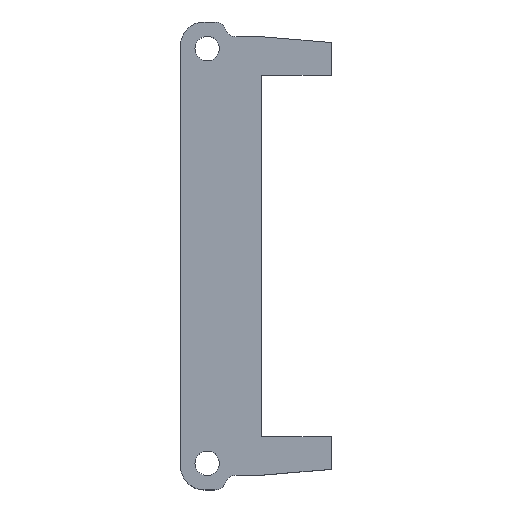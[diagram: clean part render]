
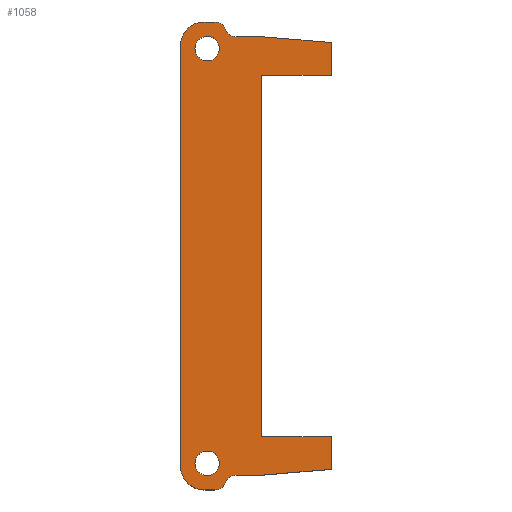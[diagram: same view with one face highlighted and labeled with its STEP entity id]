
A CAD part, top view. The second image highlights one B-rep face of the part: STEP entity #1058.
In plain terms, the highlighted planar face has unit normal (0, 0, 1).
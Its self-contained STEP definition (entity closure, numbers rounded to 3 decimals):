
#16=FACE_BOUND('',#149,.T.);
#17=FACE_BOUND('',#150,.T.);
#53=PLANE('',#1135);
#94=FACE_OUTER_BOUND('',#148,.T.);
#148=EDGE_LOOP('',(#815,#816,#817,#818,#819,#820,#821,#822,#823,#824,#825,
#826,#827,#828,#829,#830,#831,#832));
#149=EDGE_LOOP('',(#833));
#150=EDGE_LOOP('',(#834));
#205=LINE('',#1506,#310);
#213=LINE('',#1525,#318);
#230=LINE('',#1589,#335);
#245=LINE('',#1620,#350);
#249=LINE('',#1626,#354);
#252=LINE('',#1640,#357);
#253=LINE('',#1644,#358);
#254=LINE('',#1650,#359);
#255=LINE('',#1652,#360);
#256=LINE('',#1654,#361);
#257=LINE('',#1656,#362);
#258=LINE('',#1657,#363);
#310=VECTOR('',#1201,10.);
#318=VECTOR('',#1217,10.);
#335=VECTOR('',#1282,10.);
#350=VECTOR('',#1307,10.);
#354=VECTOR('',#1313,10.);
#357=VECTOR('',#1332,10.);
#358=VECTOR('',#1335,10.);
#359=VECTOR('',#1340,10.);
#360=VECTOR('',#1341,10.);
#361=VECTOR('',#1342,10.);
#362=VECTOR('',#1343,10.);
#363=VECTOR('',#1344,10.);
#413=CIRCLE('',#1091,1.);
#416=CIRCLE('',#1096,1.);
#419=CIRCLE('',#1104,2.);
#432=CIRCLE('',#1130,1.05);
#435=CIRCLE('',#1136,2.);
#436=CIRCLE('',#1137,1.);
#437=CIRCLE('',#1138,1.);
#438=CIRCLE('',#1139,1.05);
#459=VERTEX_POINT('',#1496);
#460=VERTEX_POINT('',#1497);
#463=VERTEX_POINT('',#1505);
#468=VERTEX_POINT('',#1517);
#470=VERTEX_POINT('',#1523);
#480=VERTEX_POINT('',#1550);
#493=VERTEX_POINT('',#1588);
#504=VERTEX_POINT('',#1619);
#505=VERTEX_POINT('',#1624);
#507=VERTEX_POINT('',#1630);
#508=VERTEX_POINT('',#1639);
#509=VERTEX_POINT('',#1641);
#510=VERTEX_POINT('',#1643);
#511=VERTEX_POINT('',#1645);
#512=VERTEX_POINT('',#1647);
#513=VERTEX_POINT('',#1649);
#514=VERTEX_POINT('',#1651);
#515=VERTEX_POINT('',#1653);
#516=VERTEX_POINT('',#1655);
#517=VERTEX_POINT('',#1658);
#559=EDGE_CURVE('',#459,#460,#413,.F.);
#563=EDGE_CURVE('',#463,#460,#205,.T.);
#570=EDGE_CURVE('',#459,#468,#416,.T.);
#573=EDGE_CURVE('',#470,#468,#213,.T.);
#585=EDGE_CURVE('',#470,#480,#419,.T.);
#604=EDGE_CURVE('',#493,#463,#230,.T.);
#619=EDGE_CURVE('',#493,#504,#245,.F.);
#623=EDGE_CURVE('',#504,#505,#249,.T.);
#626=EDGE_CURVE('',#507,#507,#432,.T.);
#630=EDGE_CURVE('',#480,#508,#252,.T.);
#631=EDGE_CURVE('',#509,#508,#435,.T.);
#632=EDGE_CURVE('',#509,#510,#253,.T.);
#633=EDGE_CURVE('',#511,#510,#436,.T.);
#634=EDGE_CURVE('',#511,#512,#437,.F.);
#635=EDGE_CURVE('',#513,#512,#254,.T.);
#636=EDGE_CURVE('',#514,#513,#255,.T.);
#637=EDGE_CURVE('',#514,#515,#256,.F.);
#638=EDGE_CURVE('',#515,#516,#257,.T.);
#639=EDGE_CURVE('',#516,#505,#258,.T.);
#640=EDGE_CURVE('',#517,#517,#438,.T.);
#815=ORIENTED_EDGE('',*,*,#630,.T.);
#816=ORIENTED_EDGE('',*,*,#631,.F.);
#817=ORIENTED_EDGE('',*,*,#632,.T.);
#818=ORIENTED_EDGE('',*,*,#633,.F.);
#819=ORIENTED_EDGE('',*,*,#634,.T.);
#820=ORIENTED_EDGE('',*,*,#635,.F.);
#821=ORIENTED_EDGE('',*,*,#636,.F.);
#822=ORIENTED_EDGE('',*,*,#637,.T.);
#823=ORIENTED_EDGE('',*,*,#638,.T.);
#824=ORIENTED_EDGE('',*,*,#639,.T.);
#825=ORIENTED_EDGE('',*,*,#623,.F.);
#826=ORIENTED_EDGE('',*,*,#619,.F.);
#827=ORIENTED_EDGE('',*,*,#604,.T.);
#828=ORIENTED_EDGE('',*,*,#563,.T.);
#829=ORIENTED_EDGE('',*,*,#559,.F.);
#830=ORIENTED_EDGE('',*,*,#570,.T.);
#831=ORIENTED_EDGE('',*,*,#573,.F.);
#832=ORIENTED_EDGE('',*,*,#585,.T.);
#833=ORIENTED_EDGE('',*,*,#626,.F.);
#834=ORIENTED_EDGE('',*,*,#640,.T.);
#1058=ADVANCED_FACE('',(#94,#16,#17),#53,.T.);
#1091=AXIS2_PLACEMENT_3D('',#1498,#1193,#1194);
#1096=AXIS2_PLACEMENT_3D('',#1519,#1211,#1212);
#1104=AXIS2_PLACEMENT_3D('',#1551,#1239,#1240);
#1130=AXIS2_PLACEMENT_3D('',#1632,#1319,#1320);
#1135=AXIS2_PLACEMENT_3D('',#1638,#1330,#1331);
#1136=AXIS2_PLACEMENT_3D('',#1642,#1333,#1334);
#1137=AXIS2_PLACEMENT_3D('',#1646,#1336,#1337);
#1138=AXIS2_PLACEMENT_3D('',#1648,#1338,#1339);
#1139=AXIS2_PLACEMENT_3D('',#1659,#1345,#1346);
#1193=DIRECTION('center_axis',(0.,0.,
-1.));
#1194=DIRECTION('ref_axis',(0.,1.,0.));
#1201=DIRECTION('',(-1.,0.,0.));
#1211=DIRECTION('center_axis',(0.,0.,
1.));
#1212=DIRECTION('ref_axis',(0.707,0.707,0.));
#1217=DIRECTION('',(1.,0.,0.));
#1239=DIRECTION('center_axis',(0.,0.,
1.));
#1240=DIRECTION('ref_axis',(-0.707,0.707,0.));
#1282=DIRECTION('',(-0.997,0.083,0.));
#1307=DIRECTION('',(0.,1.,0.));
#1313=DIRECTION('',(-1.,0.,0.));
#1319=DIRECTION('center_axis',(0.,0.,
1.));
#1320=DIRECTION('ref_axis',(0.,-1.,0.));
#1330=DIRECTION('center_axis',(0.,0.,
1.));
#1331=DIRECTION('ref_axis',(0.,1.,0.));
#1332=DIRECTION('',(0.,-1.,0.));
#1333=DIRECTION('center_axis',(0.,0.,
-1.));
#1334=DIRECTION('ref_axis',(-0.707,-0.707,0.));
#1335=DIRECTION('',(1.,0.,0.));
#1336=DIRECTION('center_axis',(0.,0.,
-1.));
#1337=DIRECTION('ref_axis',(0.707,-0.707,0.));
#1338=DIRECTION('center_axis',(0.,0.,
1.));
#1339=DIRECTION('ref_axis',(0.,-1.,0.));
#1340=DIRECTION('',(-1.,0.,0.));
#1341=DIRECTION('',(-0.997,-0.083,0.));
#1342=DIRECTION('',(0.,-1.,0.));
#1343=DIRECTION('',(-1.,0.,0.));
#1344=DIRECTION('',(0.,1.,0.));
#1345=DIRECTION('center_axis',(0.,0.,
-1.));
#1346=DIRECTION('ref_axis',(0.,1.,0.));
#1496=CARTESIAN_POINT('',(26.754,42.315,7.17));
#1497=CARTESIAN_POINT('',(27.683,41.685,7.17));
#1498=CARTESIAN_POINT('Origin',(27.683,42.685,7.17));
#1505=CARTESIAN_POINT('',(29.825,41.685,7.17));
#1506=CARTESIAN_POINT('',(31.592,41.685,7.17));
#1517=CARTESIAN_POINT('',(25.825,42.945,7.17));
#1519=CARTESIAN_POINT('Origin',(25.825,41.945,7.17));
#1523=CARTESIAN_POINT('',(24.895,42.945,7.17));
#1525=CARTESIAN_POINT('',(28.36,42.945,7.17));
#1550=CARTESIAN_POINT('',(22.895,40.945,7.17));
#1551=CARTESIAN_POINT('Origin',(24.895,40.945,7.17));
#1588=CARTESIAN_POINT('',(35.825,41.185,7.17));
#1589=CARTESIAN_POINT('',(33.303,41.395,7.17));
#1619=CARTESIAN_POINT('',(35.825,38.385,7.17));
#1620=CARTESIAN_POINT('',(35.825,41.01,7.17));
#1624=CARTESIAN_POINT('',(29.825,38.385,7.17));
#1626=CARTESIAN_POINT('',(33.825,38.385,7.17));
#1630=CARTESIAN_POINT('',(25.175,41.715,7.17));
#1632=CARTESIAN_POINT('Origin',(25.175,40.665,7.17));
#1638=CARTESIAN_POINT('Origin',(33.825,3.885,7.17));
#1639=CARTESIAN_POINT('',(22.895,4.825,7.17));
#1640=CARTESIAN_POINT('',(22.895,7.825,7.17));
#1641=CARTESIAN_POINT('',(24.895,2.825,7.17));
#1642=CARTESIAN_POINT('Origin',(24.895,4.825,7.17));
#1643=CARTESIAN_POINT('',(25.825,2.825,7.17));
#1644=CARTESIAN_POINT('',(28.36,2.825,7.17));
#1645=CARTESIAN_POINT('',(26.754,3.455,7.17));
#1646=CARTESIAN_POINT('Origin',(25.825,3.825,7.17));
#1647=CARTESIAN_POINT('',(27.683,4.085,7.17));
#1648=CARTESIAN_POINT('Origin',(27.683,3.085,7.17));
#1649=CARTESIAN_POINT('',(29.825,4.085,7.17));
#1650=CARTESIAN_POINT('',(31.592,4.085,7.17));
#1651=CARTESIAN_POINT('',(35.825,4.585,7.17));
#1652=CARTESIAN_POINT('',(33.303,4.375,7.17));
#1653=CARTESIAN_POINT('',(35.825,7.385,7.17));
#1654=CARTESIAN_POINT('',(35.825,4.76,7.17));
#1655=CARTESIAN_POINT('',(29.825,7.385,7.17));
#1656=CARTESIAN_POINT('',(33.825,7.385,7.17));
#1657=CARTESIAN_POINT('',(29.825,37.135,7.17));
#1658=CARTESIAN_POINT('',(25.175,4.055,7.17));
#1659=CARTESIAN_POINT('Origin',(25.175,5.105,7.17));
